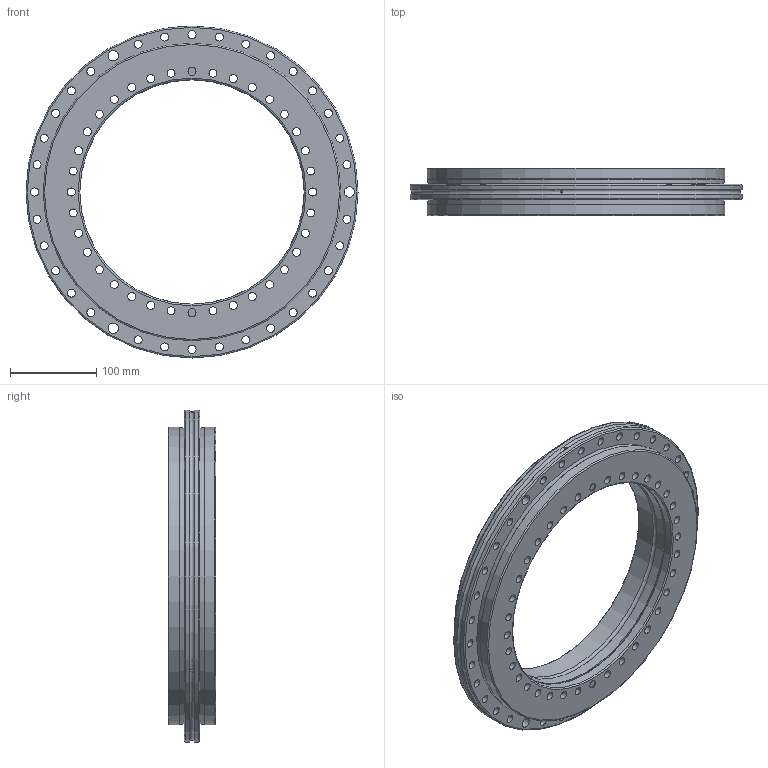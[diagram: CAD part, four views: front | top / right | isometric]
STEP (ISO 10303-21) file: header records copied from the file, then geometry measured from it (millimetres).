
FILE_DESCRIPTION(/* description */ (''),/* implementation_level */ '2;1');
FILE_NAME(/* name */ 'EFRT260.prt.stp',/* time_stamp */ '2021-09-15T15:50:22+08:00',/* author */ (''),/* organization */ (''),/* preprocessor_version */ 'ST-DEVELOPER v16.7',/* originating_system */ 'SIEMENS PLM Software NX 12.0',/* authorisation */ '');
FILE_SCHEMA (('AUTOMOTIVE_DESIGN { 1 0 10303 214 3 1 1 1 }'));
Length unit declared in the file: millimetre
Products named in the file (1): EFRT260
Bounding box: 385 x 55 x 385 mm (x, y, z)
Volume: 2378936 mm3; surface area: 515403.6 mm2
Topology: 8 solids, 8 shells, 890 faces, 2423 edges, 1637 vertices
Faces by surface type: plane 523, extrusion 229, cylinder 129, torus 9
Full cylindrical faces by diameter (mm): 3 x4, 9.3 x71, 12 x3, 13.387 x2, 15 x36, 260 x2, 261 x1, 309 x4, 344 x2, 345 x2, 385 x2
Entity records: 30064 total; most frequent: CARTESIAN_POINT 10454, ORIENTED_EDGE 4418, DIRECTION 2739, EDGE_CURVE 2209, VERTEX_POINT 1561, B_SPLINE_CURVE_WITH_KNOTS 1509, EDGE_LOOP 1276, AXIS2_PLACEMENT_3D 919
